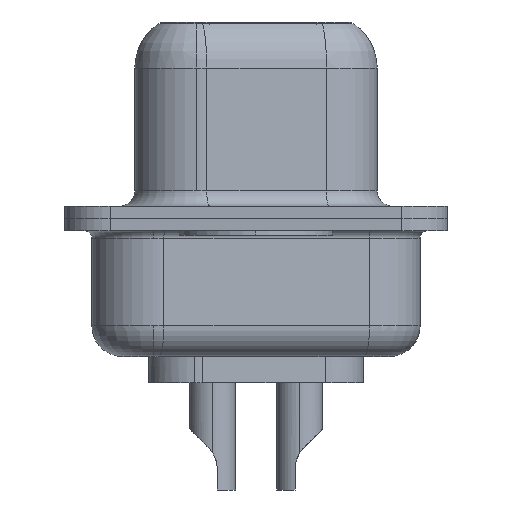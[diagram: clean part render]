
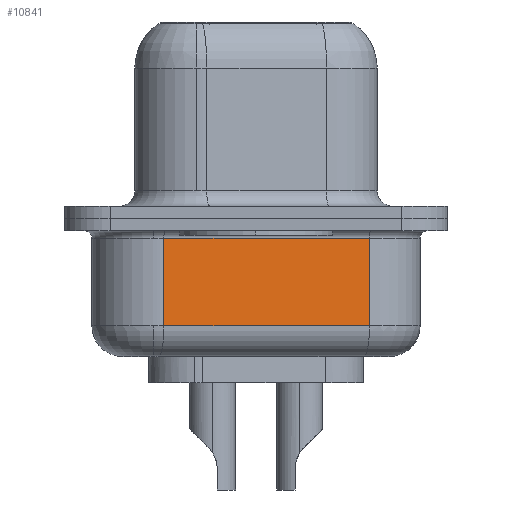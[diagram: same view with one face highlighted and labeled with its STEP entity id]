
A CAD part, left-side view. The second image highlights one B-rep face of the part: STEP entity #10841.
In plain terms, the highlighted planar face has unit normal (-0.985, -0.174, 0).
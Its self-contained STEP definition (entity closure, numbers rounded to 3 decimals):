
#801 = VECTOR ( 'NONE', #8513, 1000. ) ;
#843 = EDGE_CURVE ( 'NONE', #8158, #9046, #951, .T. ) ;
#951 = LINE ( 'NONE', #11543, #6969 ) ;
#1016 = DIRECTION ( 'NONE',  ( 0.174, -0.985, 0. ) ) ;
#1066 = LINE ( 'NONE', #12635, #801 ) ;
#1367 = EDGE_CURVE ( 'NONE', #11992, #1663, #13571, .T. ) ;
#1663 = VERTEX_POINT ( 'NONE', #6776 ) ;
#1698 = CARTESIAN_POINT ( 'NONE',  ( 2.88, 3.003, -4.5 ) ) ;
#1834 = DIRECTION ( 'NONE',  ( 0., 0., 1. ) ) ;
#1906 = EDGE_CURVE ( 'NONE', #11992, #9046, #7119, .T. ) ;
#4027 = CARTESIAN_POINT ( 'NONE',  ( 2.88, 3.003, -3.5 ) ) ;
#4510 = CARTESIAN_POINT ( 'NONE',  ( 2.88, 3.003, -3.5 ) ) ;
#4920 = PLANE ( 'NONE',  #13498 ) ;
#5049 = CARTESIAN_POINT ( 'NONE',  ( 2.88, 3.003, -0.65 ) ) ;
#5115 = FACE_OUTER_BOUND ( 'NONE', #9936, .T. ) ;
#5303 = DIRECTION ( 'NONE',  ( -0.174, 0.985, 0. ) ) ;
#6016 = DIRECTION ( 'NONE',  ( 0.985, 0.174, 0. ) ) ;
#6081 = DIRECTION ( 'NONE',  ( -0.174, 0.985, 0. ) ) ;
#6776 = CARTESIAN_POINT ( 'NONE',  ( 4.062, -3.697, -3.5 ) ) ;
#6893 = ORIENTED_EDGE ( 'NONE', *, *, #1367, .T. ) ;
#6969 = VECTOR ( 'NONE', #5303, 1000. ) ;
#7119 = LINE ( 'NONE', #11379, #12983 ) ;
#7574 = ORIENTED_EDGE ( 'NONE', *, *, #10945, .T. ) ;
#8158 = VERTEX_POINT ( 'NONE', #10238 ) ;
#8513 = DIRECTION ( 'NONE',  ( 0., 0., 1. ) ) ;
#8681 = ORIENTED_EDGE ( 'NONE', *, *, #843, .T. ) ;
#9046 = VERTEX_POINT ( 'NONE', #5049 ) ;
#9936 = EDGE_LOOP ( 'NONE', ( #12799, #6893, #7574, #8681 ) ) ;
#10238 = CARTESIAN_POINT ( 'NONE',  ( 4.062, -3.697, -0.65 ) ) ;
#10841 = ADVANCED_FACE ( 'NONE', ( #5115 ), #4920, .F. ) ;
#10945 = EDGE_CURVE ( 'NONE', #1663, #8158, #1066, .T. ) ;
#11379 = CARTESIAN_POINT ( 'NONE',  ( 2.88, 3.003, -4.5 ) ) ;
#11543 = CARTESIAN_POINT ( 'NONE',  ( 2.88, 3.003, -0.65 ) ) ;
#11992 = VERTEX_POINT ( 'NONE', #4510 ) ;
#12635 = CARTESIAN_POINT ( 'NONE',  ( 4.062, -3.697, -4.5 ) ) ;
#12799 = ORIENTED_EDGE ( 'NONE', *, *, #1906, .F. ) ;
#12983 = VECTOR ( 'NONE', #1834, 1000. ) ;
#13132 = VECTOR ( 'NONE', #1016, 1000. ) ;
#13498 = AXIS2_PLACEMENT_3D ( 'NONE', #1698, #6016, #6081 ) ;
#13571 = LINE ( 'NONE', #4027, #13132 ) ;
